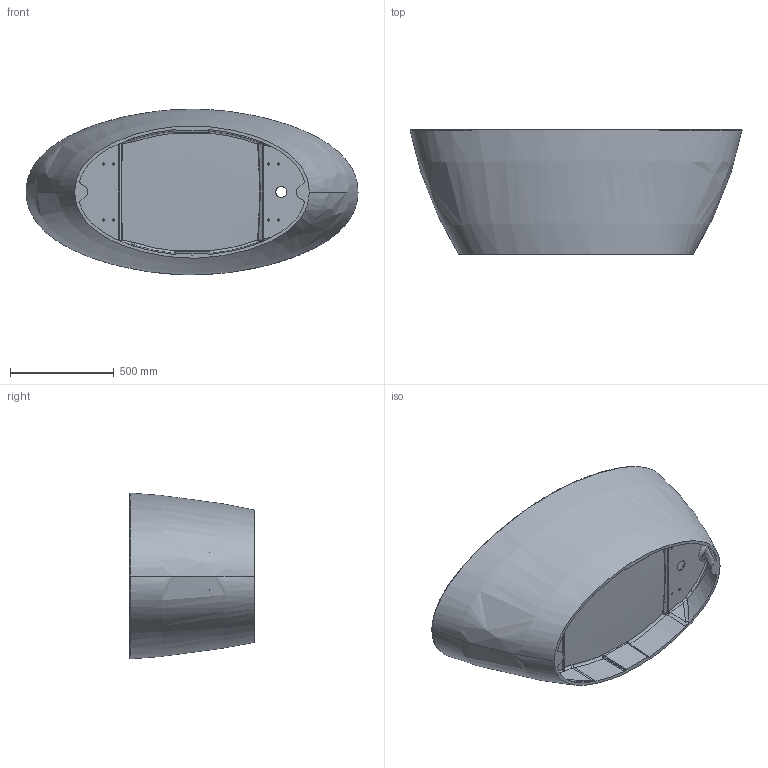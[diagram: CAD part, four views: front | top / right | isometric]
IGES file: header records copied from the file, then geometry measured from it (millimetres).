
Global section: file name: 25693f85-2cf7-4547-9a46-eb0723f5b715; native system: unknown; preprocessor: unknown; author: unknown; organization: unknown; date: 20200103.113308; units: millimetre
Bounding box: 1600.29 x 600 x 799.78 mm (x, y, z)
Volume: 47977921.5 mm3; surface area: 5415952.6 mm2
Topology: 1 solids, 1 shells, 169 faces, 425 edges, 255 vertices
Faces by surface type: bspline 169
